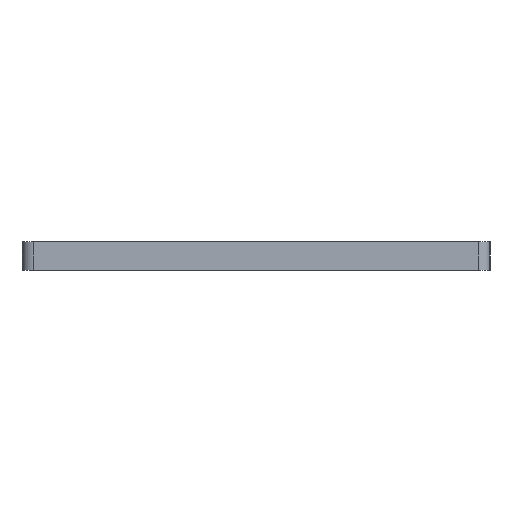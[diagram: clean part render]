
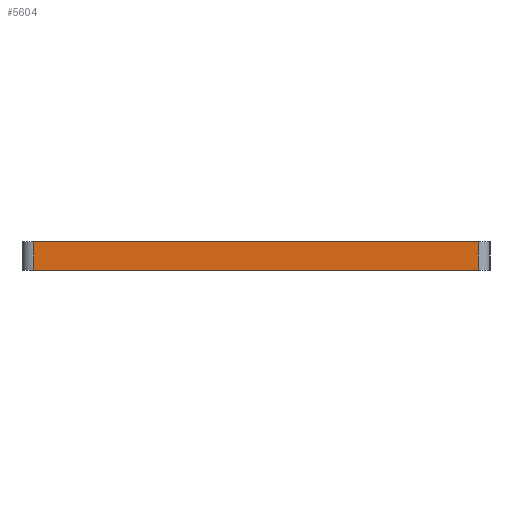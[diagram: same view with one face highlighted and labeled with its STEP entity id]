
A CAD part, left-side view. The second image highlights one B-rep face of the part: STEP entity #5604.
In plain terms, the highlighted planar face has unit normal (-1, 0, 0).
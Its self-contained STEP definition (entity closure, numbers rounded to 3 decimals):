
#1881 = PLANE('',#1882);
#1882 = AXIS2_PLACEMENT_3D('',#1883,#1884,#1885);
#1883 = CARTESIAN_POINT('',(175.,100.,0.));
#1884 = DIRECTION('',(0.,0.,1.));
#1885 = DIRECTION('',(1.,0.,0.));
#2771 = VERTEX_POINT('',#2772);
#2772 = CARTESIAN_POINT('',(0.,195.,0.));
#2787 = CYLINDRICAL_SURFACE('',#2788,5.);
#2788 = AXIS2_PLACEMENT_3D('',#2789,#2790,#2791);
#2789 = CARTESIAN_POINT('',(5.,195.,0.));
#2790 = DIRECTION('',(0.,0.,1.));
#2791 = DIRECTION('',(0.,1.,0.));
#2799 = EDGE_CURVE('',#2771,#2800,#2802,.T.);
#2800 = VERTEX_POINT('',#2801);
#2801 = CARTESIAN_POINT('',(0.,5.,0.));
#2802 = SURFACE_CURVE('',#2803,(#2807,#2814),.PCURVE_S1.);
#2803 = LINE('',#2804,#2805);
#2804 = CARTESIAN_POINT('',(0.,200.,0.));
#2805 = VECTOR('',#2806,1.);
#2806 = DIRECTION('',(0.,-1.,0.));
#2807 = PCURVE('',#1881,#2808);
#2808 = DEFINITIONAL_REPRESENTATION('',(#2809),#2813);
#2809 = LINE('',#2810,#2811);
#2810 = CARTESIAN_POINT('',(-175.,100.));
#2811 = VECTOR('',#2812,1.);
#2812 = DIRECTION('',(0.,-1.));
#2813 = ( GEOMETRIC_REPRESENTATION_CONTEXT(2) 
PARAMETRIC_REPRESENTATION_CONTEXT() REPRESENTATION_CONTEXT('2D SPACE',''
  ) );
#2814 = PCURVE('',#2815,#2820);
#2815 = PLANE('',#2816);
#2816 = AXIS2_PLACEMENT_3D('',#2817,#2818,#2819);
#2817 = CARTESIAN_POINT('',(0.,200.,0.));
#2818 = DIRECTION('',(1.,0.,0.));
#2819 = DIRECTION('',(0.,-1.,0.));
#2820 = DEFINITIONAL_REPRESENTATION('',(#2821),#2825);
#2821 = LINE('',#2822,#2823);
#2822 = CARTESIAN_POINT('',(0.,0.));
#2823 = VECTOR('',#2824,1.);
#2824 = DIRECTION('',(1.,0.));
#2825 = ( GEOMETRIC_REPRESENTATION_CONTEXT(2) 
PARAMETRIC_REPRESENTATION_CONTEXT() REPRESENTATION_CONTEXT('2D SPACE',''
  ) );
#2846 = CYLINDRICAL_SURFACE('',#2847,5.);
#2847 = AXIS2_PLACEMENT_3D('',#2848,#2849,#2850);
#2848 = CARTESIAN_POINT('',(5.,5.,0.));
#2849 = DIRECTION('',(0.,0.,1.));
#2850 = DIRECTION('',(0.,-1.,0.));
#5223 = PLANE('',#5224);
#5224 = AXIS2_PLACEMENT_3D('',#5225,#5226,#5227);
#5225 = CARTESIAN_POINT('',(175.,100.,12.));
#5226 = DIRECTION('',(0.,0.,1.));
#5227 = DIRECTION('',(1.,0.,0.));
#5505 = EDGE_CURVE('',#2800,#5506,#5508,.T.);
#5506 = VERTEX_POINT('',#5507);
#5507 = CARTESIAN_POINT('',(0.,5.,12.));
#5508 = SURFACE_CURVE('',#5509,(#5513,#5520),.PCURVE_S1.);
#5509 = LINE('',#5510,#5511);
#5510 = CARTESIAN_POINT('',(0.,5.,0.));
#5511 = VECTOR('',#5512,1.);
#5512 = DIRECTION('',(0.,0.,1.));
#5513 = PCURVE('',#2846,#5514);
#5514 = DEFINITIONAL_REPRESENTATION('',(#5515),#5519);
#5515 = LINE('',#5516,#5517);
#5516 = CARTESIAN_POINT('',(-1.571,0.));
#5517 = VECTOR('',#5518,1.);
#5518 = DIRECTION('',(-0.,1.));
#5519 = ( GEOMETRIC_REPRESENTATION_CONTEXT(2) 
PARAMETRIC_REPRESENTATION_CONTEXT() REPRESENTATION_CONTEXT('2D SPACE',''
  ) );
#5520 = PCURVE('',#2815,#5521);
#5521 = DEFINITIONAL_REPRESENTATION('',(#5522),#5526);
#5522 = LINE('',#5523,#5524);
#5523 = CARTESIAN_POINT('',(195.,0.));
#5524 = VECTOR('',#5525,1.);
#5525 = DIRECTION('',(0.,-1.));
#5526 = ( GEOMETRIC_REPRESENTATION_CONTEXT(2) 
PARAMETRIC_REPRESENTATION_CONTEXT() REPRESENTATION_CONTEXT('2D SPACE',''
  ) );
#5604 = ADVANCED_FACE('',(#5605),#2815,.F.);
#5605 = FACE_BOUND('',#5606,.F.);
#5606 = EDGE_LOOP('',(#5607,#5608,#5631,#5652));
#5607 = ORIENTED_EDGE('',*,*,#2799,.F.);
#5608 = ORIENTED_EDGE('',*,*,#5609,.T.);
#5609 = EDGE_CURVE('',#2771,#5610,#5612,.T.);
#5610 = VERTEX_POINT('',#5611);
#5611 = CARTESIAN_POINT('',(0.,195.,12.));
#5612 = SURFACE_CURVE('',#5613,(#5617,#5624),.PCURVE_S1.);
#5613 = LINE('',#5614,#5615);
#5614 = CARTESIAN_POINT('',(0.,195.,0.));
#5615 = VECTOR('',#5616,1.);
#5616 = DIRECTION('',(0.,0.,1.));
#5617 = PCURVE('',#2815,#5618);
#5618 = DEFINITIONAL_REPRESENTATION('',(#5619),#5623);
#5619 = LINE('',#5620,#5621);
#5620 = CARTESIAN_POINT('',(5.,0.));
#5621 = VECTOR('',#5622,1.);
#5622 = DIRECTION('',(0.,-1.));
#5623 = ( GEOMETRIC_REPRESENTATION_CONTEXT(2) 
PARAMETRIC_REPRESENTATION_CONTEXT() REPRESENTATION_CONTEXT('2D SPACE',''
  ) );
#5624 = PCURVE('',#2787,#5625);
#5625 = DEFINITIONAL_REPRESENTATION('',(#5626),#5630);
#5626 = LINE('',#5627,#5628);
#5627 = CARTESIAN_POINT('',(1.571,0.));
#5628 = VECTOR('',#5629,1.);
#5629 = DIRECTION('',(0.,1.));
#5630 = ( GEOMETRIC_REPRESENTATION_CONTEXT(2) 
PARAMETRIC_REPRESENTATION_CONTEXT() REPRESENTATION_CONTEXT('2D SPACE',''
  ) );
#5631 = ORIENTED_EDGE('',*,*,#5632,.T.);
#5632 = EDGE_CURVE('',#5610,#5506,#5633,.T.);
#5633 = SURFACE_CURVE('',#5634,(#5638,#5645),.PCURVE_S1.);
#5634 = LINE('',#5635,#5636);
#5635 = CARTESIAN_POINT('',(0.,200.,12.));
#5636 = VECTOR('',#5637,1.);
#5637 = DIRECTION('',(0.,-1.,0.));
#5638 = PCURVE('',#2815,#5639);
#5639 = DEFINITIONAL_REPRESENTATION('',(#5640),#5644);
#5640 = LINE('',#5641,#5642);
#5641 = CARTESIAN_POINT('',(0.,-12.));
#5642 = VECTOR('',#5643,1.);
#5643 = DIRECTION('',(1.,0.));
#5644 = ( GEOMETRIC_REPRESENTATION_CONTEXT(2) 
PARAMETRIC_REPRESENTATION_CONTEXT() REPRESENTATION_CONTEXT('2D SPACE',''
  ) );
#5645 = PCURVE('',#5223,#5646);
#5646 = DEFINITIONAL_REPRESENTATION('',(#5647),#5651);
#5647 = LINE('',#5648,#5649);
#5648 = CARTESIAN_POINT('',(-175.,100.));
#5649 = VECTOR('',#5650,1.);
#5650 = DIRECTION('',(0.,-1.));
#5651 = ( GEOMETRIC_REPRESENTATION_CONTEXT(2) 
PARAMETRIC_REPRESENTATION_CONTEXT() REPRESENTATION_CONTEXT('2D SPACE',''
  ) );
#5652 = ORIENTED_EDGE('',*,*,#5505,.F.);
